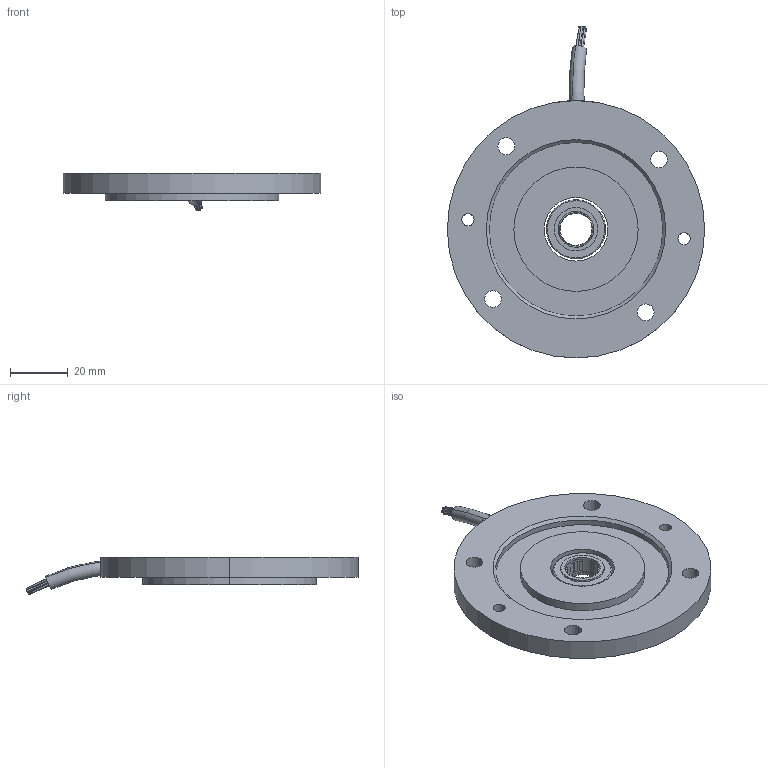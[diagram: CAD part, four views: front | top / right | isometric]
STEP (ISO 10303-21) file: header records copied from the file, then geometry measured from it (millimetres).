
FILE_DESCRIPTION (( 'STEP AP214' ), '1' );
FILE_NAME ('FNCMIR90.STEP', '2023-10-31T12:39:29', ( '' ), ( '' ), 'SwSTEP 2.0', 'SolidWorks 2022', '' );
FILE_SCHEMA (( 'AUTOMOTIVE_DESIGN' ));
Length unit declared in the file: millimetre
Products named in the file (1): FNCMIR90
Bounding box: 89 x 114.81 x 12.98 mm (x, y, z)
Volume: 37813.3 mm3; surface area: 18420 mm2
Topology: 2 solids, 2 shells, 166 faces, 437 edges, 289 vertices
Faces by surface type: plane 63, cylinder 56, cone 41, torus 6
Entity records: 5606 total; most frequent: CARTESIAN_POINT 1319, DIRECTION 887, ORIENTED_EDGE 874, EDGE_CURVE 437, AXIS2_PLACEMENT_3D 371, VERTEX_POINT 289, EDGE_LOOP 232, CIRCLE 204
